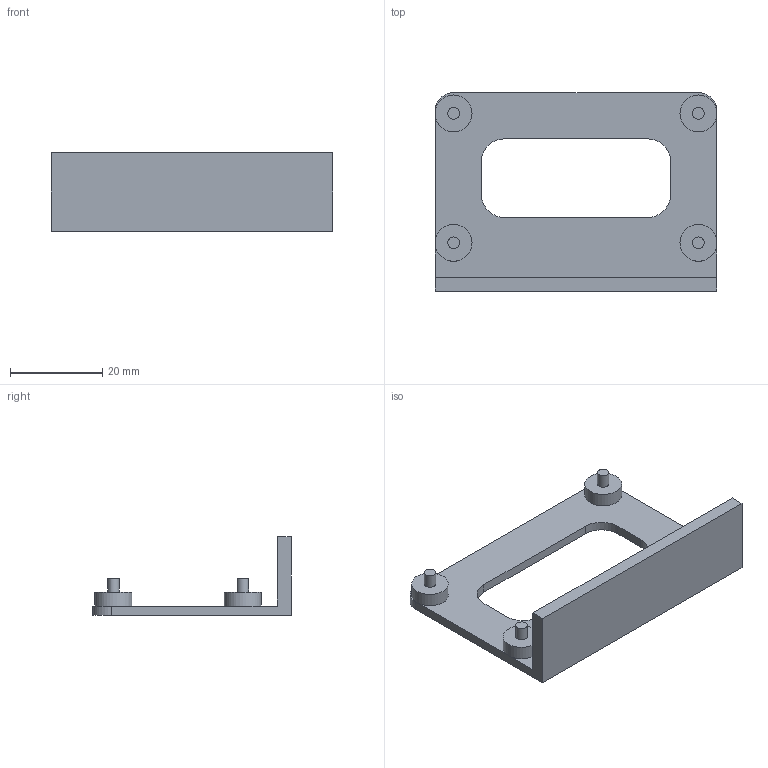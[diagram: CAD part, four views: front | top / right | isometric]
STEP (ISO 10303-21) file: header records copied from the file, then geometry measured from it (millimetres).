
FILE_DESCRIPTION(/* description */ (''),/* implementation_level */ '2;1');
FILE_NAME(/* name */ 'turtle heater time relais holder.step',/* time_stamp */ '2025-11-06T16:14:52+01:00',/* author */ (''),/* organization */ (''),/* preprocessor_version */ 'ST-DEVELOPER v20.1',/* originating_system */ 'Autodesk Translation Framework v14.21.0.0',/* authorisation */ '');
FILE_SCHEMA (('AUTOMOTIVE_DESIGN { 1 0 10303 214 3 1 1 }'));
Length unit declared in the file: millimetre
Products named in the file (1): turtle heater time relais holder
Bounding box: 61 x 43 x 17 mm (x, y, z)
Volume: 7249 mm3; surface area: 6883.8 mm2
Topology: 1 solids, 1 shells, 42 faces, 94 edges, 60 vertices
Faces by surface type: plane 24, cylinder 18
Full cylindrical faces by diameter (mm): 2.5 x8, 8 x4
Entity records: 1181 total; most frequent: DIRECTION 214, CARTESIAN_POINT 191, ORIENTED_EDGE 180, EDGE_CURVE 90, AXIS2_PLACEMENT_3D 81, VERTEX_POINT 58, EDGE_LOOP 52, LINE 52
